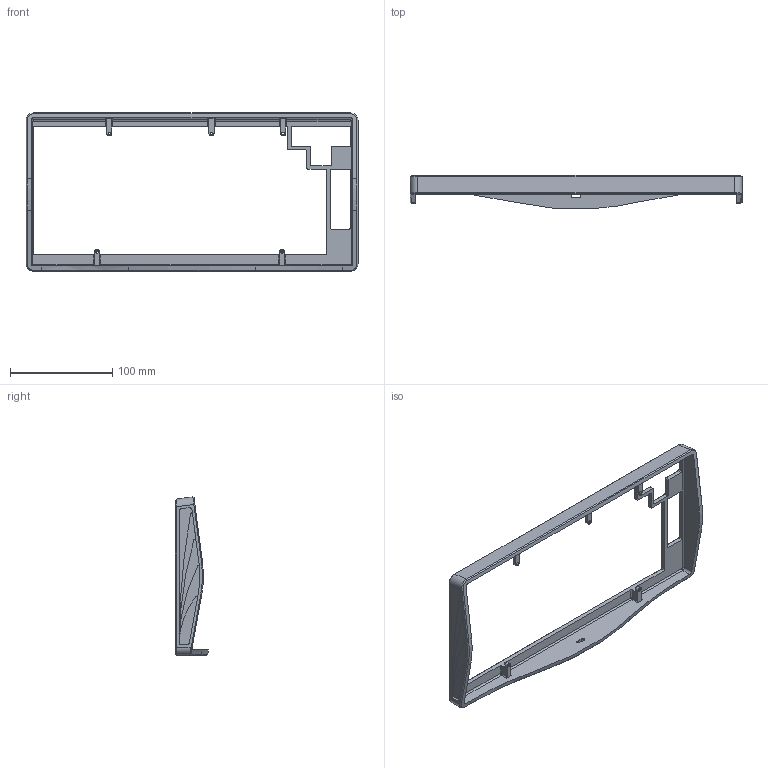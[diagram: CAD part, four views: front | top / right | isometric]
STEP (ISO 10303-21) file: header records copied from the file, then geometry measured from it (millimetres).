
FILE_DESCRIPTION (( 'STEP AP203' ), '1' );
FILE_NAME ('LNA-0001-Top Plate.STEP', '2024-03-08T21:24:28', ( '' ), ( '' ), 'SwSTEP 2.0', 'SolidWorks 2023', '' );
FILE_SCHEMA (( 'CONFIG_CONTROL_DESIGN' ));
Length unit declared in the file: millimetre
Products named in the file (1): LNA-0001-Top Plate
Bounding box: 325 x 32.34 x 154.87 mm (x, y, z)
Volume: 130514.5 mm3; surface area: 65768.3 mm2
Topology: 1 solids, 1 shells, 319 faces, 813 edges, 498 vertices
Faces by surface type: plane 126, cylinder 121, cone 40, torus 20, bspline 12
Entity records: 10399 total; most frequent: CARTESIAN_POINT 2542, DIRECTION 1664, ORIENTED_EDGE 1622, EDGE_CURVE 811, AXIS2_PLACEMENT_3D 597, VERTEX_POINT 498, LINE 470, VECTOR 470
